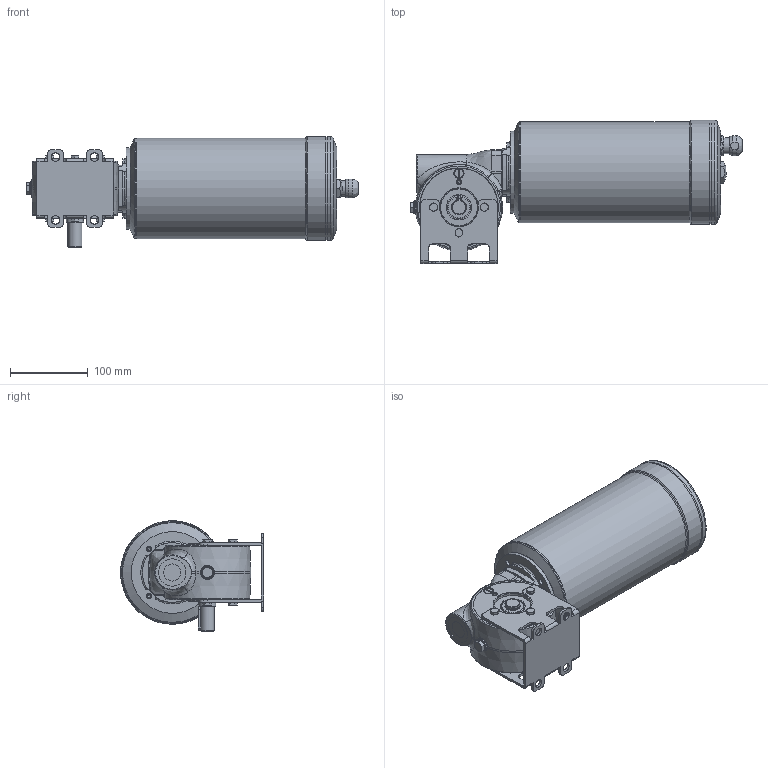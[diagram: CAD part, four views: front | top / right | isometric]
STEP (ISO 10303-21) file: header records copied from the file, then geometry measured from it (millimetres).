
FILE_DESCRIPTION( ( 'Unknown' ), '1' );
FILE_NAME( '4027B9CCE43FB1ECFF8CA3341A92FF85.3d.stp', 'Unknown', ( 'Unknown' ), ( 'Unknown' ), 'PSStep 10.1', 'Unknown', ' ' );
FILE_SCHEMA( ( 'AUTOMOTIVE_DESIGN { 1 0 10303 214 1 1 1 1 }' ) );
Length unit declared in the file: millimetre
Products named in the file (1): N458800
Bounding box: 425.8 x 183.5 x 142 mm (x, y, z)
Volume: 4375594.1 mm3; surface area: 236017.4 mm2
Topology: 1 solids, 25 shells, 721 faces, 1757 edges, 1115 vertices
Faces by surface type: plane 310, cylinder 191, cone 135, bspline 44, torus 40, sphere 1
Full cylindrical faces by diameter (mm): 4.134 x1, 4.917 x21, 6 x10, 6.5 x14, 7 x6, 8.9 x6, 10 x4, 11 x4, 13.4 x1, 14 x1, 16.5 x1, 16.662 x1, 17 x1, 18 x4, 20 x1, 22 x2, 25 x1, 32.5 x2, 35 x1, 40 x1, 47 x2, 52 x1, 70 x2, 101 x1, 105 x1, 128.98 x1, 129 x2, 132.98 x2, 133 x3
Entity records: 30440 total; most frequent: CARTESIAN_POINT 9559, DIRECTION 3129, ORIENTED_EDGE 2850, EDGE_CURVE 1425, AXIS2_PLACEMENT_3D 1305, VERTEX_POINT 1005, EDGE_LOOP 1000, FACE_OUTER_BOUND 845
